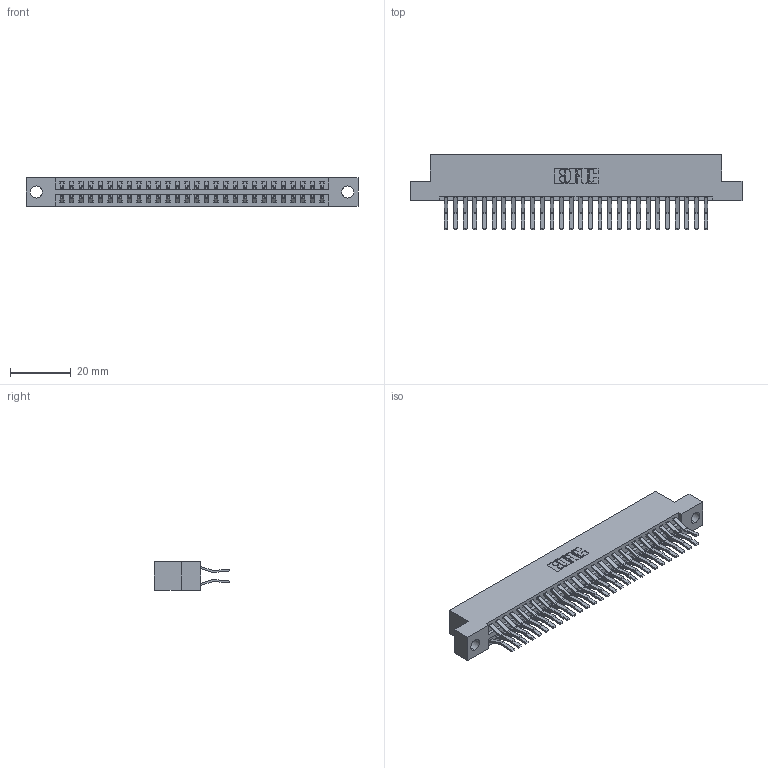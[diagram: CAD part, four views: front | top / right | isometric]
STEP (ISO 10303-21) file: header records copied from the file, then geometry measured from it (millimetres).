
FILE_DESCRIPTION (( 'STEP AP203' ), '1' );
FILE_NAME ('346-056-560-204.STEP', '2022-05-21T07:06:26', ( '' ), ( '' ), 'SwSTEP 2.0', 'SolidWorks 2020', '' );
FILE_SCHEMA (( 'CONFIG_CONTROL_DESIGN' ));
Length unit declared in the file: inch
Products named in the file (3): 346-056-560-204; 345-292-001_560 Tail; 346 Part_Flush Mounting Lugs - 0.156 Dia-TH
Assembly tree (57 placements, depth 2):
  346-056-560-204
    346 Part_Flush Mounting Lugs - 0.156 Dia-TH
    345-292-001_560 Tail  x56
Bounding box: 109.47 x 24.78 x 9.4 mm (x, y, z)
Volume: 10827.4 mm3; surface area: 15490.2 mm2
Topology: 57 solids, 57 shells, 3160 faces, 9381 edges, 6178 vertices
Faces by surface type: plane 2050, cylinder 1110
Entity records: 20665 total; most frequent: CARTESIAN_POINT 3430, ORIENTED_EDGE 3362, DIRECTION 3077, EDGE_CURVE 1681, LINE 1433, VECTOR 1433, VERTEX_POINT 1118, AXIS2_PLACEMENT_3D 822
